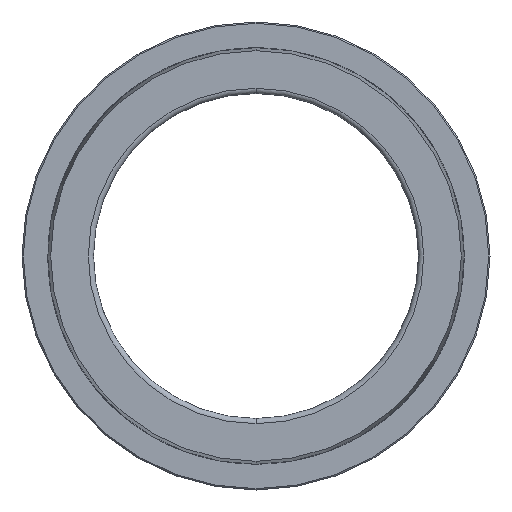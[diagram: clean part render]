
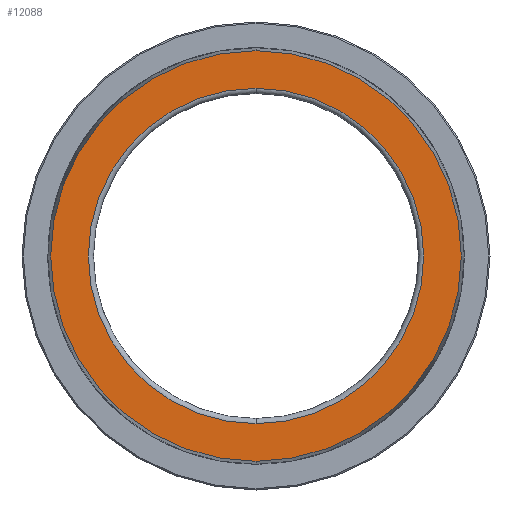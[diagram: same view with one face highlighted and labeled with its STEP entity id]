
A CAD part, front view. The second image highlights one B-rep face of the part: STEP entity #12088.
In plain terms, the highlighted planar face has unit normal (0, -1, 0).
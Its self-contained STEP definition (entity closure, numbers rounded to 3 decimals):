
#264 = FACE_OUTER_BOUND ( 'NONE', #16491, .T. ) ;
#1633 = EDGE_CURVE ( 'NONE', #12650, #4842, #6130, .T. ) ;
#2205 = CARTESIAN_POINT ( 'NONE',  ( 0., -18.071, 78.95 ) ) ;
#4842 = VERTEX_POINT ( 'NONE', #13734 ) ;
#5900 = CARTESIAN_POINT ( 'NONE',  ( 0., -18.071, 0. ) ) ;
#6130 = CIRCLE ( 'NONE', #18203, 64.5 ) ;
#6761 = VERTEX_POINT ( 'NONE', #19034 ) ;
#9462 = CARTESIAN_POINT ( 'NONE',  ( 0., -18.071, 0. ) ) ;
#9685 = DIRECTION ( 'NONE',  ( 0., 0., -1. ) ) ;
#10189 = CARTESIAN_POINT ( 'NONE',  ( 0., -18.071, 0. ) ) ;
#10358 = CIRCLE ( 'NONE', #16702, 78.95 ) ;
#11726 = DIRECTION ( 'NONE',  ( 0., 0., -1. ) ) ;
#12071 = ORIENTED_EDGE ( 'NONE', *, *, #18248, .T. ) ;
#12088 = ADVANCED_FACE ( 'NONE', ( #264, #21513 ), #20652, .T. ) ;
#12650 = VERTEX_POINT ( 'NONE', #13219 ) ;
#12713 = DIRECTION ( 'NONE',  ( 0., 0., -1. ) ) ;
#12823 = ORIENTED_EDGE ( 'NONE', *, *, #23015, .T. ) ;
#13219 = CARTESIAN_POINT ( 'NONE',  ( 0., -18.071, 64.5 ) ) ;
#13640 = DIRECTION ( 'NONE',  ( 0., -1., 0. ) ) ;
#13734 = CARTESIAN_POINT ( 'NONE',  ( 0., -18.071, -64.5 ) ) ;
#14088 = EDGE_LOOP ( 'NONE', ( #24862, #28726 ) ) ;
#15192 = VERTEX_POINT ( 'NONE', #2205 ) ;
#15544 = AXIS2_PLACEMENT_3D ( 'NONE', #22814, #13640, #15811 ) ;
#15811 = DIRECTION ( 'NONE',  ( 0., 0., -1. ) ) ;
#16391 = DIRECTION ( 'NONE',  ( 0., -1., 0. ) ) ;
#16416 = CIRCLE ( 'NONE', #24852, 64.5 ) ;
#16491 = EDGE_LOOP ( 'NONE', ( #12071, #12823 ) ) ;
#16702 = AXIS2_PLACEMENT_3D ( 'NONE', #24142, #22066, #24337 ) ;
#18190 = CIRCLE ( 'NONE', #22370, 78.95 ) ;
#18203 = AXIS2_PLACEMENT_3D ( 'NONE', #9462, #27729, #11726 ) ;
#18248 = EDGE_CURVE ( 'NONE', #15192, #6761, #18190, .T. ) ;
#19034 = CARTESIAN_POINT ( 'NONE',  ( 0., -18.071, -78.95 ) ) ;
#20339 = EDGE_CURVE ( 'NONE', #4842, #12650, #16416, .T. ) ;
#20652 = PLANE ( 'NONE',  #15544 ) ;
#21513 = FACE_BOUND ( 'NONE', #14088, .T. ) ;
#22066 = DIRECTION ( 'NONE',  ( 0., -1., 0. ) ) ;
#22370 = AXIS2_PLACEMENT_3D ( 'NONE', #5900, #28615, #12713 ) ;
#22814 = CARTESIAN_POINT ( 'NONE',  ( 64.5, -18.071, 0. ) ) ;
#23015 = EDGE_CURVE ( 'NONE', #6761, #15192, #10358, .T. ) ;
#24142 = CARTESIAN_POINT ( 'NONE',  ( 0., -18.071, 0. ) ) ;
#24337 = DIRECTION ( 'NONE',  ( 0., 0., -1. ) ) ;
#24852 = AXIS2_PLACEMENT_3D ( 'NONE', #10189, #16391, #9685 ) ;
#24862 = ORIENTED_EDGE ( 'NONE', *, *, #20339, .F. ) ;
#27729 = DIRECTION ( 'NONE',  ( 0., -1., 0. ) ) ;
#28615 = DIRECTION ( 'NONE',  ( 0., -1., 0. ) ) ;
#28726 = ORIENTED_EDGE ( 'NONE', *, *, #1633, .F. ) ;
